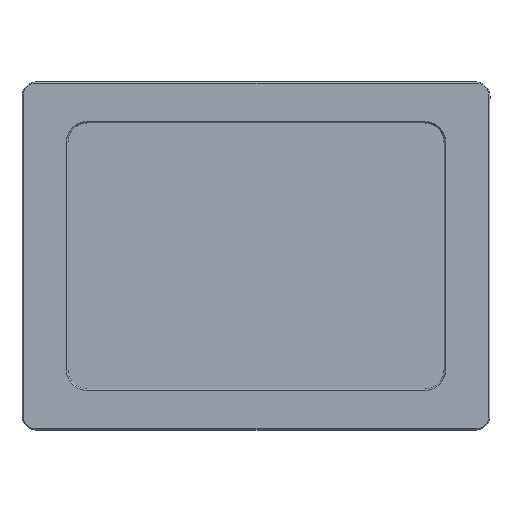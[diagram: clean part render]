
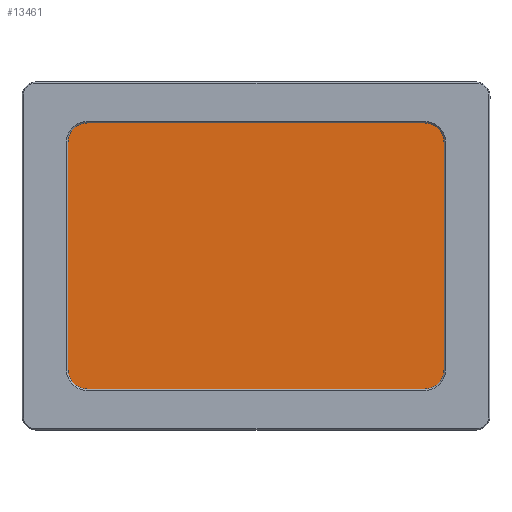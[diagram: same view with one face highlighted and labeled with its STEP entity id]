
A CAD part, top view. The second image highlights one B-rep face of the part: STEP entity #13461.
In plain terms, the highlighted planar face has unit normal (0, 0, 1).
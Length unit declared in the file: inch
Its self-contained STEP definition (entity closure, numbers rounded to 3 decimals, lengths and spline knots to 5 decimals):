
#125=PLANE('',#14268);
#882=FACE_OUTER_BOUND('',#1640,.T.);
#1640=EDGE_LOOP('',(#9121,#9122,#9123,#9124,#9125,#9126,#9127,#9128));
#2453=CIRCLE('',#14269,0.50118);
#2454=CIRCLE('',#14270,0.50118);
#2455=CIRCLE('',#14271,0.50118);
#2456=CIRCLE('',#14272,0.50118);
#3015=LINE('',#21145,#4306);
#3016=LINE('',#21149,#4307);
#3017=LINE('',#21153,#4308);
#3018=LINE('',#21157,#4309);
#4306=VECTOR('',#15463,0.3937);
#4307=VECTOR('',#15466,0.3937);
#4308=VECTOR('',#15469,0.3937);
#4309=VECTOR('',#15472,0.3937);
#5696=VERTEX_POINT('',#21143);
#5697=VERTEX_POINT('',#21144);
#5698=VERTEX_POINT('',#21146);
#5699=VERTEX_POINT('',#21148);
#5700=VERTEX_POINT('',#21150);
#5701=VERTEX_POINT('',#21152);
#5702=VERTEX_POINT('',#21154);
#5703=VERTEX_POINT('',#21156);
#7015=EDGE_CURVE('',#5696,#5697,#3015,.T.);
#7016=EDGE_CURVE('',#5698,#5696,#2453,.T.);
#7017=EDGE_CURVE('',#5699,#5698,#3016,.T.);
#7018=EDGE_CURVE('',#5700,#5699,#2454,.T.);
#7019=EDGE_CURVE('',#5701,#5700,#3017,.T.);
#7020=EDGE_CURVE('',#5702,#5701,#2455,.T.);
#7021=EDGE_CURVE('',#5703,#5702,#3018,.T.);
#7022=EDGE_CURVE('',#5697,#5703,#2456,.T.);
#9121=ORIENTED_EDGE('',*,*,#7015,.F.);
#9122=ORIENTED_EDGE('',*,*,#7016,.F.);
#9123=ORIENTED_EDGE('',*,*,#7017,.F.);
#9124=ORIENTED_EDGE('',*,*,#7018,.F.);
#9125=ORIENTED_EDGE('',*,*,#7019,.F.);
#9126=ORIENTED_EDGE('',*,*,#7020,.F.);
#9127=ORIENTED_EDGE('',*,*,#7021,.F.);
#9128=ORIENTED_EDGE('',*,*,#7022,.F.);
#13461=ADVANCED_FACE('',(#882),#125,.T.);
#14268=AXIS2_PLACEMENT_3D('',#21142,#15461,#15462);
#14269=AXIS2_PLACEMENT_3D('',#21147,#15464,#15465);
#14270=AXIS2_PLACEMENT_3D('',#21151,#15467,#15468);
#14271=AXIS2_PLACEMENT_3D('',#21155,#15470,#15471);
#14272=AXIS2_PLACEMENT_3D('',#21158,#15473,#15474);
#15461=DIRECTION('center_axis',(0.,0.,
1.));
#15462=DIRECTION('ref_axis',(-1.,0.,0.));
#15463=DIRECTION('',(1.,0.,0.));
#15464=DIRECTION('center_axis',(0.,0.,
-1.));
#15465=DIRECTION('ref_axis',(0.,-1.,0.));
#15466=DIRECTION('',(0.,1.,0.));
#15467=DIRECTION('center_axis',(0.,0.,
-1.));
#15468=DIRECTION('ref_axis',(1.,0.,0.));
#15469=DIRECTION('',(-1.,0.,0.));
#15470=DIRECTION('center_axis',(0.,0.,
-1.));
#15471=DIRECTION('ref_axis',(0.,1.,0.));
#15472=DIRECTION('',(0.,-1.,0.));
#15473=DIRECTION('center_axis',(0.,0.,
-1.));
#15474=DIRECTION('ref_axis',(-1.,0.,0.));
#21142=CARTESIAN_POINT('Origin',(7.16828,4.49429,0.55));
#21143=CARTESIAN_POINT('',(2.81411,7.92858,0.55));
#21144=CARTESIAN_POINT('',(11.52246,7.92858,0.55));
#21145=CARTESIAN_POINT('',(4.9912,7.92858,0.55));
#21146=CARTESIAN_POINT('',(2.31293,7.4274,0.55));
#21147=CARTESIAN_POINT('Origin',(2.81411,7.4274,0.55));
#21148=CARTESIAN_POINT('',(2.31293,1.56118,0.55));
#21149=CARTESIAN_POINT('',(2.31293,3.02774,0.55));
#21150=CARTESIAN_POINT('',(2.81411,1.06,0.55));
#21151=CARTESIAN_POINT('Origin',(2.81411,1.56118,0.55));
#21152=CARTESIAN_POINT('',(11.52246,1.06,0.55));
#21153=CARTESIAN_POINT('',(9.34537,1.06,0.55));
#21154=CARTESIAN_POINT('',(12.02364,1.56118,0.55));
#21155=CARTESIAN_POINT('Origin',(11.52246,1.56118,0.55));
#21156=CARTESIAN_POINT('',(12.02364,7.4274,0.55));
#21157=CARTESIAN_POINT('',(12.02364,5.96085,0.55));
#21158=CARTESIAN_POINT('Origin',(11.52246,7.4274,0.55));
